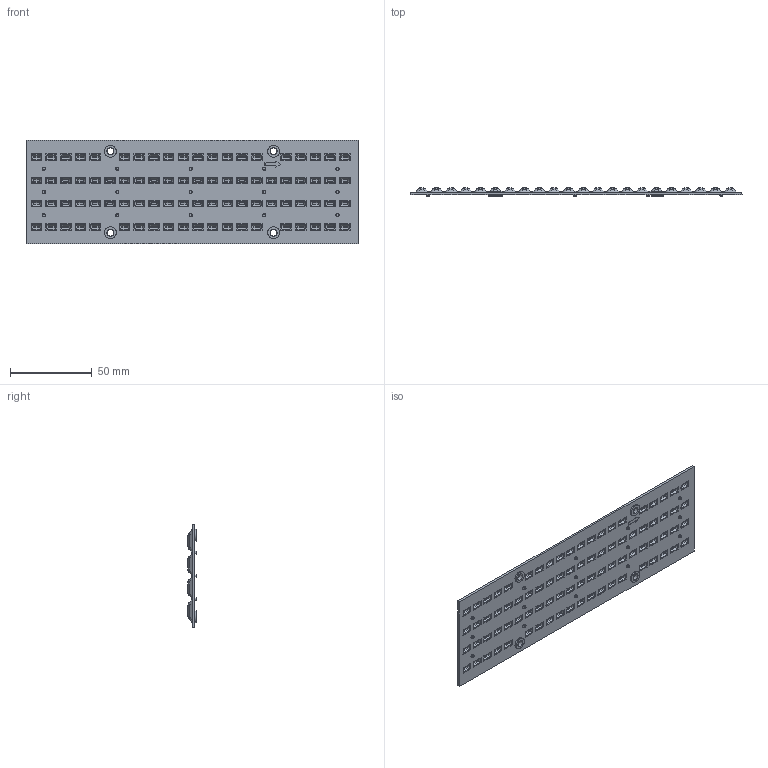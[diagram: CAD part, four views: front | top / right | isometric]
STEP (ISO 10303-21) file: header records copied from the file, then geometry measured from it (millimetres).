
FILE_DESCRIPTION (( 'STEP AP214' ), '1' );
FILE_NAME ('12821_D3_CUSTOMER_Streetlight_Array.STEP', '2014-09-05T06:27:37', ( '' ), ( '' ), 'SwSTEP 2.0', 'SolidWorks 2014', '' );
FILE_SCHEMA (( 'AUTOMOTIVE_DESIGN' ));
Length unit declared in the file: millimetre
Products named in the file (1): 12821_D3_CUSTOMER_Streetlight_Array
Bounding box: 203.56 x 4.95 x 63.56 mm (x, y, z)
Volume: 29995.1 mm3; surface area: 31001.4 mm2
Topology: 1 solids, 1 shells, 3712 faces, 9207 edges, 5354 vertices
Faces by surface type: plane 1626, cylinder 1008, cone 406, torus 336, sphere 336
Entity records: 105797 total; most frequent: CARTESIAN_POINT 19066, DIRECTION 18749, ORIENTED_EDGE 17742, EDGE_CURVE 8871, AXIS2_PLACEMENT_3D 6541, LINE 5667, VECTOR 5667, VERTEX_POINT 5354
